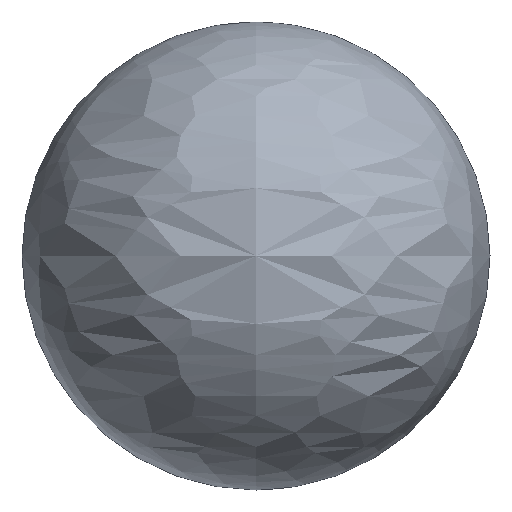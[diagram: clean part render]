
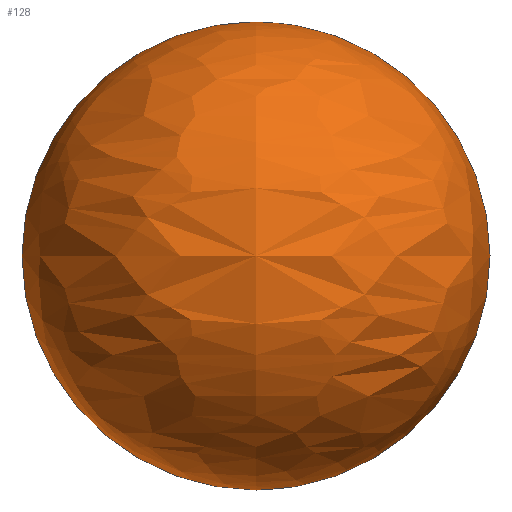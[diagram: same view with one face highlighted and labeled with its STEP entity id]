
A CAD part, front view. The second image highlights one B-rep face of the part: STEP entity #128.
In plain terms, the highlighted free-form (B-spline) face has degree [3, 3] with [4, 4] control points.
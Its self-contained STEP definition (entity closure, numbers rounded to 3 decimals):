
#6 = CARTESIAN_POINT ( 'NONE',  ( 4.75, 0., 2.375 ) ) ;
#7 = CARTESIAN_POINT ( 'NONE',  ( -4.75, 0., 2.375 ) ) ;
#9 = VERTEX_POINT ( 'NONE', #81 ) ;
#11 = ORIENTED_EDGE ( 'NONE', *, *, #99, .T. ) ;
#14 = VERTEX_POINT ( 'NONE', #39 ) ;
#17 = EDGE_LOOP ( 'NONE', ( #45, #11 ) ) ;
#18 = EDGE_CURVE ( 'NONE', #9, #14, #147, .T. ) ;
#21 = CARTESIAN_POINT ( 'NONE',  ( 4.75, 0., -2.375 ) ) ;
#22 = CARTESIAN_POINT ( 'NONE',  ( 0., 0., 0. ) ) ;
#31 = CARTESIAN_POINT ( 'NONE',  ( -4.75, -9.5, 2.375 ) ) ;
#32 = CARTESIAN_POINT ( 'NONE',  ( 4.75, -9.5, -2.375 ) ) ;
#33 = CARTESIAN_POINT ( 'NONE',  ( -4.75, 0., -2.375 ) ) ;
#39 = CARTESIAN_POINT ( 'NONE',  ( 0., 0., -2.375 ) ) ;
#40 = CARTESIAN_POINT ( 'NONE',  ( 0., 0., -2.375 ) ) ;
#45 = ORIENTED_EDGE ( 'NONE', *, *, #18, .F. ) ;
#46 = AXIS2_PLACEMENT_3D ( 'NONE', #22, #105, #135 ) ;
#49 = CARTESIAN_POINT ( 'NONE',  ( -4.75, -9.5, -2.375 ) ) ;
#54 = FACE_OUTER_BOUND ( 'NONE', #17, .T. ) ;
#65 = CARTESIAN_POINT ( 'NONE',  ( 0., 0., -2.375 ) ) ;
#77 = AXIS2_PLACEMENT_3D ( 'NONE', #145, #86, #146 ) ;
#78 = CARTESIAN_POINT ( 'NONE',  ( 4.75, -9.5, 2.375 ) ) ;
#81 = CARTESIAN_POINT ( 'NONE',  ( 0., 0., 2.375 ) ) ;
#86 = DIRECTION ( 'NONE',  ( 0., 1., 0. ) ) ;
#88 = CARTESIAN_POINT ( 'NONE',  ( 0., 0., -2.375 ) ) ;
#94 = CARTESIAN_POINT ( 'NONE',  ( 0., 0., 2.375 ) ) ;
#96 = CARTESIAN_POINT ( 'NONE',  ( 0., 0., 2.375 ) ) ;
#97 = CARTESIAN_POINT ( 'NONE',  ( 0., 0., 2.375 ) ) ;
#99 = EDGE_CURVE ( 'NONE', #9, #14, #118, .T. ) ;
#105 = DIRECTION ( 'NONE',  ( 0., -1., 0. ) ) ;
#110 = CARTESIAN_POINT ( 'NONE',  ( 0., 0., -2.375 ) ) ;
#116 =( BOUNDED_SURFACE ( )  B_SPLINE_SURFACE ( 3, 3, ( 
 ( #123, #94, #97, #96 ),
 ( #7, #31, #78, #6 ),
 ( #33, #49, #32, #21 ),
 ( #110, #88, #40, #65 ) ),
 .UNSPECIFIED., .F., .F., .F. ) 
 B_SPLINE_SURFACE_WITH_KNOTS ( ( 4, 4 ),
 ( 4, 4 ),
 ( 0., 1. ),
 ( 0., 1. ),
 .UNSPECIFIED. ) 
 GEOMETRIC_REPRESENTATION_ITEM ( )  RATIONAL_B_SPLINE_SURFACE ( (
 ( 1., 0.333, 0.333, 1.),
 ( 0.333, 0.111, 0.111, 0.333),
 ( 0.333, 0.111, 0.111, 0.333),
 ( 1., 0.333, 0.333, 1.) ) ) 
 REPRESENTATION_ITEM ( '' )  SURFACE ( )  );
#118 = CIRCLE ( 'NONE', #46, 2.375 ) ;
#123 = CARTESIAN_POINT ( 'NONE',  ( 0., 0., 2.375 ) ) ;
#128 = ADVANCED_FACE ( 'NONE', ( #54 ), #116, .T. ) ;
#135 = DIRECTION ( 'NONE',  ( 0., 0., 1. ) ) ;
#145 = CARTESIAN_POINT ( 'NONE',  ( 0., 0., 0. ) ) ;
#146 = DIRECTION ( 'NONE',  ( 0., 0., 1. ) ) ;
#147 = CIRCLE ( 'NONE', #77, 2.375 ) ;
